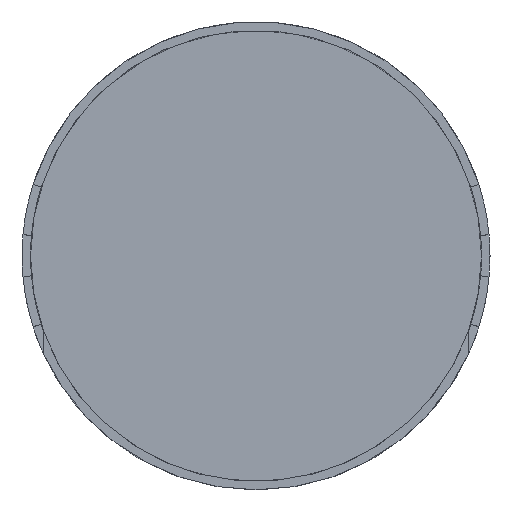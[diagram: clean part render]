
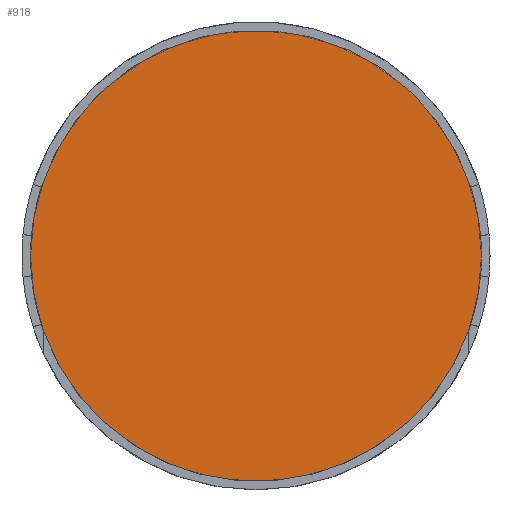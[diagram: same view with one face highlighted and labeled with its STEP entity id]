
A CAD part, top view. The second image highlights one B-rep face of the part: STEP entity #918.
In plain terms, the highlighted planar face has unit normal (0, 0, 1).
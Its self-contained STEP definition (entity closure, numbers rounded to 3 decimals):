
#471 = VERTEX_POINT('',#472);
#472 = CARTESIAN_POINT('',(7.95,0.,0.3));
#478 = EDGE_CURVE('',#471,#471,#479,.T.);
#479 = CIRCLE('',#480,7.95);
#480 = AXIS2_PLACEMENT_3D('',#481,#482,#483);
#481 = CARTESIAN_POINT('',(0.,0.,0.3));
#482 = DIRECTION('',(0.,0.,1.));
#483 = DIRECTION('',(1.,0.,0.));
#918 = ADVANCED_FACE('',(#919),#922,.T.);
#919 = FACE_BOUND('',#920,.T.);
#920 = EDGE_LOOP('',(#921));
#921 = ORIENTED_EDGE('',*,*,#478,.T.);
#922 = PLANE('',#923);
#923 = AXIS2_PLACEMENT_3D('',#924,#925,#926);
#924 = CARTESIAN_POINT('',(0.,0.,0.3));
#925 = DIRECTION('',(0.,0.,1.));
#926 = DIRECTION('',(1.,0.,0.));
